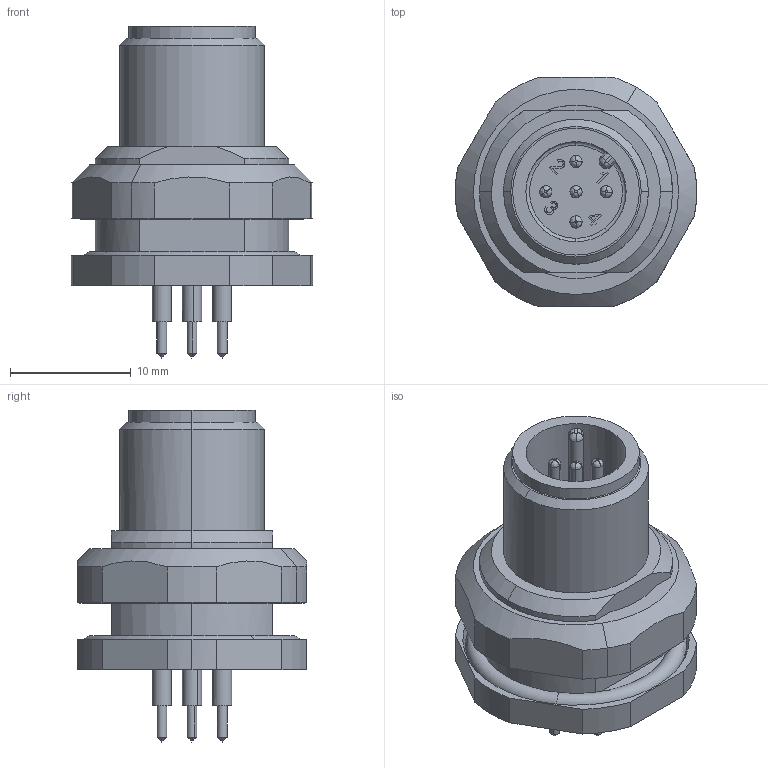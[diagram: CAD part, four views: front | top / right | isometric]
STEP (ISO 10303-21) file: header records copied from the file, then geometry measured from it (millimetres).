
FILE_DESCRIPTION(('CATIA V5R24 STEP','CAx-IF Rec.Pracs.--- Model Styling and Organization---1.2---2011-12-15'),'2;1');
FILE_NAME ('D1461763_0_2421770000_2421770000.stp','2017-04-21T05:42:49+00:00',('none'),('Weidmueller'),'CATIA Version 5-6 Release 2014 SP4 HF52','CATIA V5 STEP AP214','none');
FILE_SCHEMA(('AUTOMOTIVE_DESIGN { 1 0 10303 214 1 1 1 1 }'));
Length unit declared in the file: millimetre
Products named in the file (1): v5-standard_part
Bounding box: 20 x 19 x 27.5 mm (x, y, z)
Volume: 3046.5 mm3; surface area: 3886 mm2
Topology: 1 solids, 2 shells, 310 faces, 826 edges, 539 vertices
Faces by surface type: cylinder 105, plane 97, bspline 59, cone 36, torus 13
Entity records: 11186 total; most frequent: CARTESIAN_POINT 4037, ORIENTED_EDGE 1632, DIRECTION 992, EDGE_CURVE 816, VERTEX_POINT 539, AXIS2_PLACEMENT_3D 431, EDGE_LOOP 345, ADVANCED_FACE 310
